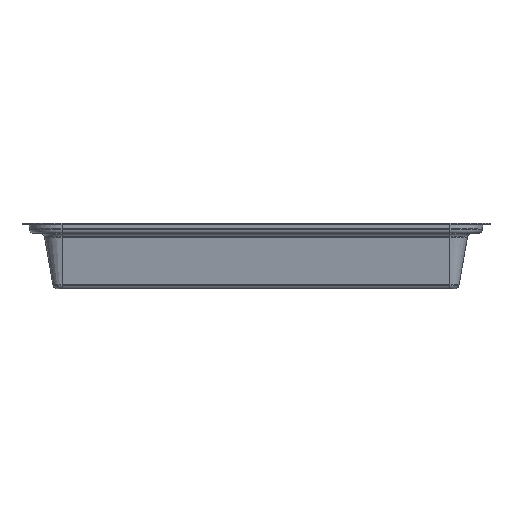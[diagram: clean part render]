
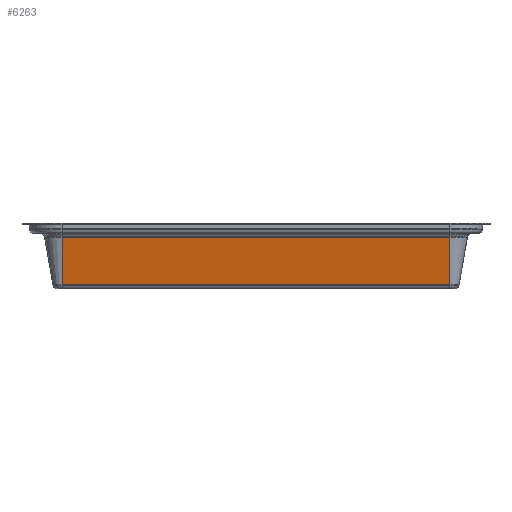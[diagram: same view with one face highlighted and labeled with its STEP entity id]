
A CAD part, left-side view. The second image highlights one B-rep face of the part: STEP entity #6263.
In plain terms, the highlighted planar face has unit normal (-0.985, 0, -0.173).
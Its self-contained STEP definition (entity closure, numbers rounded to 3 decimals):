
#5447 = CYLINDRICAL_SURFACE('',#5448,10.);
#5448 = AXIS2_PLACEMENT_3D('',#5449,#5450,#5451);
#5449 = CARTESIAN_POINT('',(-501.399,-451.,118.264));
#5450 = DIRECTION('',(0.,1.,0.));
#5451 = DIRECTION('',(-1.,0.,0.));
#5838 = VERTEX_POINT('',#5839);
#5839 = CARTESIAN_POINT('',(-491.55,-451.,119.997));
#5860 = EDGE_CURVE('',#5838,#5861,#5863,.T.);
#5861 = VERTEX_POINT('',#5862);
#5862 = CARTESIAN_POINT('',(-491.55,451.,
    119.997));
#5863 = SURFACE_CURVE('',#5864,(#5868,#5875),.PCURVE_S1.);
#5864 = LINE('',#5865,#5866);
#5865 = CARTESIAN_POINT('',(-491.55,-451.,119.997));
#5866 = VECTOR('',#5867,1.);
#5867 = DIRECTION('',(0.,1.,0.));
#5868 = PCURVE('',#5447,#5869);
#5869 = DEFINITIONAL_REPRESENTATION('',(#5870),#5874);
#5870 = LINE('',#5871,#5872);
#5871 = CARTESIAN_POINT('',(2.967,0.));
#5872 = VECTOR('',#5873,1.);
#5873 = DIRECTION('',(0.,1.));
#5874 = ( GEOMETRIC_REPRESENTATION_CONTEXT(2) 
PARAMETRIC_REPRESENTATION_CONTEXT() REPRESENTATION_CONTEXT('2D SPACE',''
  ) );
#5875 = PCURVE('',#5876,#5881);
#5876 = PLANE('',#5877);
#5877 = AXIS2_PLACEMENT_3D('',#5878,#5879,#5880);
#5878 = CARTESIAN_POINT('',(-471.848,-451.,8.065));
#5879 = DIRECTION('',(0.985,0.,0.173));
#5880 = DIRECTION('',(0.173,0.,-0.985)
  );
#5881 = DEFINITIONAL_REPRESENTATION('',(#5882),#5886);
#5882 = LINE('',#5883,#5884);
#5883 = CARTESIAN_POINT('',(-113.653,0.));
#5884 = VECTOR('',#5885,1.);
#5885 = DIRECTION('',(0.,1.));
#5886 = ( GEOMETRIC_REPRESENTATION_CONTEXT(2) 
PARAMETRIC_REPRESENTATION_CONTEXT() REPRESENTATION_CONTEXT('2D SPACE',''
  ) );
#6252 = CONICAL_SURFACE('',#6253,20.848,0.174);
#6253 = AXIS2_PLACEMENT_3D('',#6254,#6255,#6256);
#6254 = CARTESIAN_POINT('',(-451.,-451.,8.065));
#6255 = DIRECTION('',(0.,0.,1.));
#6256 = DIRECTION('',(1.,0.,0.));
#6263 = ADVANCED_FACE('',(#6264),#5876,.F.);
#6264 = FACE_BOUND('',#6265,.F.);
#6265 = EDGE_LOOP('',(#6266,#6267,#6289,#6316));
#6266 = ORIENTED_EDGE('',*,*,#5860,.F.);
#6267 = ORIENTED_EDGE('',*,*,#6268,.T.);
#6268 = EDGE_CURVE('',#5838,#6269,#6271,.T.);
#6269 = VERTEX_POINT('',#6270);
#6270 = CARTESIAN_POINT('',(-471.848,-451.,8.065));
#6271 = SURFACE_CURVE('',#6272,(#6276,#6283),.PCURVE_S1.);
#6272 = LINE('',#6273,#6274);
#6273 = CARTESIAN_POINT('',(-471.848,-451.,8.065));
#6274 = VECTOR('',#6275,1.);
#6275 = DIRECTION('',(0.173,0.,-0.985)
  );
#6276 = PCURVE('',#5876,#6277);
#6277 = DEFINITIONAL_REPRESENTATION('',(#6278),#6282);
#6278 = LINE('',#6279,#6280);
#6279 = CARTESIAN_POINT('',(0.,0.));
#6280 = VECTOR('',#6281,1.);
#6281 = DIRECTION('',(1.,0.));
#6282 = ( GEOMETRIC_REPRESENTATION_CONTEXT(2) 
PARAMETRIC_REPRESENTATION_CONTEXT() REPRESENTATION_CONTEXT('2D SPACE',''
  ) );
#6283 = PCURVE('',#6252,#6284);
#6284 = DEFINITIONAL_REPRESENTATION('',(#6285),#6288);
#6285 = B_SPLINE_CURVE_WITH_KNOTS('',1,(#6286,#6287),.UNSPECIFIED.,.F.,
  .F.,(2,2),(-113.653,-0.),.PIECEWISE_BEZIER_KNOTS.);
#6286 = CARTESIAN_POINT('',(-3.142,111.933));
#6287 = CARTESIAN_POINT('',(-3.142,0.));
#6288 = ( GEOMETRIC_REPRESENTATION_CONTEXT(2) 
PARAMETRIC_REPRESENTATION_CONTEXT() REPRESENTATION_CONTEXT('2D SPACE',''
  ) );
#6289 = ORIENTED_EDGE('',*,*,#6290,.T.);
#6290 = EDGE_CURVE('',#6269,#6291,#6293,.T.);
#6291 = VERTEX_POINT('',#6292);
#6292 = CARTESIAN_POINT('',(-471.848,451.,
    8.065));
#6293 = SURFACE_CURVE('',#6294,(#6298,#6305),.PCURVE_S1.);
#6294 = LINE('',#6295,#6296);
#6295 = CARTESIAN_POINT('',(-471.848,-451.,8.065));
#6296 = VECTOR('',#6297,1.);
#6297 = DIRECTION('',(0.,1.,0.));
#6298 = PCURVE('',#5876,#6299);
#6299 = DEFINITIONAL_REPRESENTATION('',(#6300),#6304);
#6300 = LINE('',#6301,#6302);
#6301 = CARTESIAN_POINT('',(0.,0.));
#6302 = VECTOR('',#6303,1.);
#6303 = DIRECTION('',(0.,1.));
#6304 = ( GEOMETRIC_REPRESENTATION_CONTEXT(2) 
PARAMETRIC_REPRESENTATION_CONTEXT() REPRESENTATION_CONTEXT('2D SPACE',''
  ) );
#6305 = PCURVE('',#6306,#6311);
#6306 = CYLINDRICAL_SURFACE('',#6307,10.);
#6307 = AXIS2_PLACEMENT_3D('',#6308,#6309,#6310);
#6308 = CARTESIAN_POINT('',(-461.999,-451.,9.798));
#6309 = DIRECTION('',(0.,1.,0.));
#6310 = DIRECTION('',(-1.,0.,0.));
#6311 = DEFINITIONAL_REPRESENTATION('',(#6312),#6315);
#6312 = B_SPLINE_CURVE_WITH_KNOTS('',1,(#6313,#6314),.UNSPECIFIED.,.F.,
  .F.,(2,2),(0.,902.),.PIECEWISE_BEZIER_KNOTS.);
#6313 = CARTESIAN_POINT('',(6.109,0.));
#6314 = CARTESIAN_POINT('',(6.109,902.));
#6315 = ( GEOMETRIC_REPRESENTATION_CONTEXT(2) 
PARAMETRIC_REPRESENTATION_CONTEXT() REPRESENTATION_CONTEXT('2D SPACE',''
  ) );
#6316 = ORIENTED_EDGE('',*,*,#6317,.F.);
#6317 = EDGE_CURVE('',#5861,#6291,#6318,.T.);
#6318 = SURFACE_CURVE('',#6319,(#6323,#6330),.PCURVE_S1.);
#6319 = LINE('',#6320,#6321);
#6320 = CARTESIAN_POINT('',(-471.848,451.,
    8.065));
#6321 = VECTOR('',#6322,1.);
#6322 = DIRECTION('',(0.173,0.,-0.985)
  );
#6323 = PCURVE('',#5876,#6324);
#6324 = DEFINITIONAL_REPRESENTATION('',(#6325),#6329);
#6325 = LINE('',#6326,#6327);
#6326 = CARTESIAN_POINT('',(0.,902.));
#6327 = VECTOR('',#6328,1.);
#6328 = DIRECTION('',(1.,0.));
#6329 = ( GEOMETRIC_REPRESENTATION_CONTEXT(2) 
PARAMETRIC_REPRESENTATION_CONTEXT() REPRESENTATION_CONTEXT('2D SPACE',''
  ) );
#6330 = PCURVE('',#6331,#6336);
#6331 = CONICAL_SURFACE('',#6332,20.848,0.174);
#6332 = AXIS2_PLACEMENT_3D('',#6333,#6334,#6335);
#6333 = CARTESIAN_POINT('',(-451.,451.,8.065));
#6334 = DIRECTION('',(0.,0.,1.));
#6335 = DIRECTION('',(1.,0.,0.));
#6336 = DEFINITIONAL_REPRESENTATION('',(#6337),#6340);
#6337 = B_SPLINE_CURVE_WITH_KNOTS('',1,(#6338,#6339),.UNSPECIFIED.,.F.,
  .F.,(2,2),(-113.653,-0.),.PIECEWISE_BEZIER_KNOTS.);
#6338 = CARTESIAN_POINT('',(-3.142,111.933));
#6339 = CARTESIAN_POINT('',(-3.142,0.));
#6340 = ( GEOMETRIC_REPRESENTATION_CONTEXT(2) 
PARAMETRIC_REPRESENTATION_CONTEXT() REPRESENTATION_CONTEXT('2D SPACE',''
  ) );
